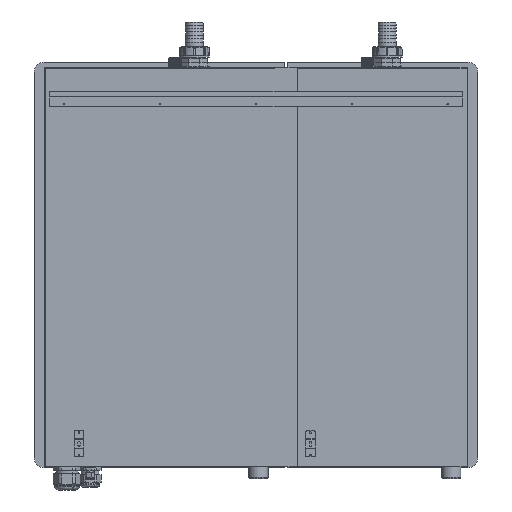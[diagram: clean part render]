
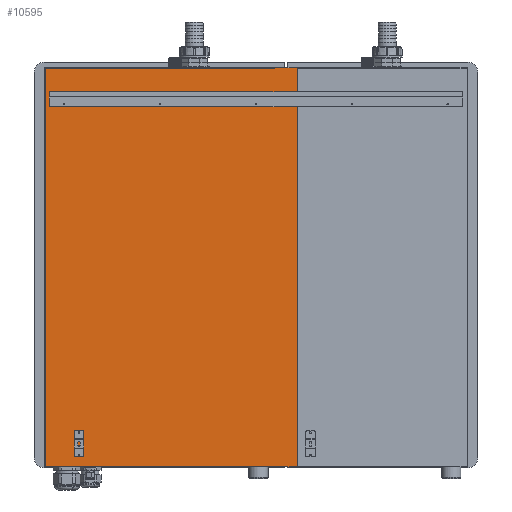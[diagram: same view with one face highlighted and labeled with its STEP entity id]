
A CAD part, left-side view. The second image highlights one B-rep face of the part: STEP entity #10595.
In plain terms, the highlighted planar face has unit normal (-1, 0, 0).
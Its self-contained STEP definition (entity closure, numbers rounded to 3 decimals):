
#307=DIRECTION('',(0.,0.,-1.));
#308=VECTOR('',#307,14.9);
#309=CARTESIAN_POINT('',(-181.5,250.5,-271.65));
#310=LINE('',#309,#308);
#311=DIRECTION('',(0.,-1.,0.));
#312=VECTOR('',#311,20.);
#313=CARTESIAN_POINT('',(-181.5,250.5,-286.55));
#314=LINE('',#313,#312);
#315=DIRECTION('',(0.,0.,-1.));
#316=VECTOR('',#315,14.9);
#317=CARTESIAN_POINT('',(-181.5,230.5,-271.65));
#318=LINE('',#317,#316);
#319=CARTESIAN_POINT('',(-181.5,232.5,-271.65));
#320=DIRECTION('',(-1.,0.,0.));
#321=DIRECTION('',(0.,-1.,0.));
#322=AXIS2_PLACEMENT_3D('',#319,#320,#321);
#324=DIRECTION('',(0.,-1.,0.));
#325=VECTOR('',#324,16.);
#326=CARTESIAN_POINT('',(-181.5,248.5,-269.65));
#327=LINE('',#326,#325);
#328=CARTESIAN_POINT('',(-181.5,248.5,-271.65));
#329=DIRECTION('',(-1.,0.,0.));
#330=DIRECTION('',(0.,0.,1.));
#331=AXIS2_PLACEMENT_3D('',#328,#329,#330);
#333=DIRECTION('',(0.,0.,-1.));
#334=VECTOR('',#333,14.9);
#335=CARTESIAN_POINT('',(-181.5,250.5,-306.75));
#336=LINE('',#335,#334);
#337=CARTESIAN_POINT('',(-181.5,248.5,-321.65));
#338=DIRECTION('',(-1.,0.,0.));
#339=DIRECTION('',(0.,1.,0.));
#340=AXIS2_PLACEMENT_3D('',#337,#338,#339);
#342=DIRECTION('',(0.,-1.,0.));
#343=VECTOR('',#342,16.);
#344=CARTESIAN_POINT('',(-181.5,248.5,-323.65));
#345=LINE('',#344,#343);
#346=CARTESIAN_POINT('',(-181.5,232.5,-321.65));
#347=DIRECTION('',(-1.,0.,0.));
#348=DIRECTION('',(0.,0.,-1.));
#349=AXIS2_PLACEMENT_3D('',#346,#347,#348);
#351=DIRECTION('',(0.,0.,-1.));
#352=VECTOR('',#351,14.9);
#353=CARTESIAN_POINT('',(-181.5,230.5,-306.75));
#354=LINE('',#353,#352);
#355=DIRECTION('',(0.,-1.,0.));
#356=VECTOR('',#355,20.);
#357=CARTESIAN_POINT('',(-181.5,250.5,-306.75));
#358=LINE('',#357,#356);
#379=DIRECTION('',(0.,1.,0.));
#380=VECTOR('',#379,47.);
#381=CARTESIAN_POINT('',(-181.5,-214.5,-343.9));
#382=LINE('',#381,#380);
#383=DIRECTION('',(0.,0.,-1.));
#384=VECTOR('',#383,0.2);
#385=CARTESIAN_POINT('',(-181.5,-167.5,-343.7));
#386=LINE('',#385,#384);
#387=DIRECTION('',(0.,1.,0.));
#388=VECTOR('',#387,478.9);
#389=CARTESIAN_POINT('',(-181.5,-167.5,-343.7));
#390=LINE('',#389,#388);
#391=DIRECTION('',(0.,0.,1.));
#392=VECTOR('',#391,830.5);
#393=CARTESIAN_POINT('',(-181.5,311.4,-343.7));
#394=LINE('',#393,#392);
#395=DIRECTION('',(0.,1.,0.));
#396=VECTOR('',#395,478.9);
#397=CARTESIAN_POINT('',(-181.5,-167.5,486.8));
#398=LINE('',#397,#396);
#399=DIRECTION('',(0.,0.,-1.));
#400=VECTOR('',#399,1.2);
#401=CARTESIAN_POINT('',(-181.5,-167.5,488.));
#402=LINE('',#401,#400);
#820=DIRECTION('',(0.,0.,-1.));
#821=VECTOR('',#820,831.9);
#822=CARTESIAN_POINT('',(-181.5,-214.5,488.));
#823=LINE('',#822,#821);
#824=DIRECTION('',(0.,-1.,0.));
#825=VECTOR('',#824,47.);
#826=CARTESIAN_POINT('',(-181.5,-167.5,488.));
#827=LINE('',#826,#825);
#8301=CARTESIAN_POINT('',(-181.5,311.4,-343.7));
#8302=CARTESIAN_POINT('',(-181.5,311.4,486.8));
#8303=VERTEX_POINT('',#8301);
#8304=VERTEX_POINT('',#8302);
#8484=CARTESIAN_POINT('',(-181.5,250.5,-271.65));
#8485=CARTESIAN_POINT('',(-181.5,250.5,-286.55));
#8486=VERTEX_POINT('',#8484);
#8487=VERTEX_POINT('',#8485);
#8488=CARTESIAN_POINT('',(-181.5,248.5,-269.65));
#8489=CARTESIAN_POINT('',(-181.5,232.5,-269.65));
#8490=VERTEX_POINT('',#8488);
#8491=VERTEX_POINT('',#8489);
#8492=CARTESIAN_POINT('',(-181.5,230.5,-271.65));
#8493=CARTESIAN_POINT('',(-181.5,230.5,-286.55));
#8494=VERTEX_POINT('',#8492);
#8495=VERTEX_POINT('',#8493);
#8496=CARTESIAN_POINT('',(-181.5,250.5,-306.75));
#8497=CARTESIAN_POINT('',(-181.5,250.5,-321.65));
#8498=VERTEX_POINT('',#8496);
#8499=VERTEX_POINT('',#8497);
#8500=CARTESIAN_POINT('',(-181.5,230.5,-306.75));
#8501=CARTESIAN_POINT('',(-181.5,230.5,-321.65));
#8502=VERTEX_POINT('',#8500);
#8503=VERTEX_POINT('',#8501);
#8504=CARTESIAN_POINT('',(-181.5,248.5,-323.65));
#8505=CARTESIAN_POINT('',(-181.5,232.5,-323.65));
#8506=VERTEX_POINT('',#8504);
#8507=VERTEX_POINT('',#8505);
#8892=CARTESIAN_POINT('',(-181.5,-167.5,488.));
#8893=CARTESIAN_POINT('',(-181.5,-214.5,488.));
#8894=VERTEX_POINT('',#8892);
#8895=VERTEX_POINT('',#8893);
#8908=CARTESIAN_POINT('',(-181.5,-167.5,486.8));
#8909=VERTEX_POINT('',#8908);
#8910=CARTESIAN_POINT('',(-181.5,-167.5,-343.7));
#8911=VERTEX_POINT('',#8910);
#8913=CARTESIAN_POINT('',(-181.5,-167.5,-343.9));
#8915=VERTEX_POINT('',#8913);
#8916=CARTESIAN_POINT('',(-181.5,-214.5,-343.9));
#8917=VERTEX_POINT('',#8916);
#10547=CARTESIAN_POINT('',(-181.5,312.6,488.));
#10548=DIRECTION('',(-1.,0.,0.));
#10549=DIRECTION('',(0.,0.,-1.));
#10550=AXIS2_PLACEMENT_3D('',#10547,#10548,#10549);
#10551=PLANE('',#10550);
#10553=ORIENTED_EDGE('',*,*,#10552,.T.);
#10554=ORIENTED_EDGE('',*,*,#10486,.F.);
#10556=ORIENTED_EDGE('',*,*,#10555,.T.);
#10558=ORIENTED_EDGE('',*,*,#10557,.T.);
#10559=ORIENTED_EDGE('',*,*,#10513,.F.);
#10560=ORIENTED_EDGE('',*,*,#10469,.F.);
#10562=ORIENTED_EDGE('',*,*,#10561,.T.);
#10564=ORIENTED_EDGE('',*,*,#10563,.T.);
#10565=EDGE_LOOP('',(#10553,#10554,#10556,#10558,#10559,#10560,#10562,#10564));
#10566=FACE_OUTER_BOUND('',#10565,.F.);
#10568=ORIENTED_EDGE('',*,*,#10567,.T.);
#10570=ORIENTED_EDGE('',*,*,#10569,.T.);
#10572=ORIENTED_EDGE('',*,*,#10571,.F.);
#10574=ORIENTED_EDGE('',*,*,#10573,.T.);
#10576=ORIENTED_EDGE('',*,*,#10575,.F.);
#10578=ORIENTED_EDGE('',*,*,#10577,.T.);
#10579=EDGE_LOOP('',(#10568,#10570,#10572,#10574,#10576,#10578));
#10580=FACE_BOUND('',#10579,.F.);
#10582=ORIENTED_EDGE('',*,*,#10581,.T.);
#10584=ORIENTED_EDGE('',*,*,#10583,.T.);
#10586=ORIENTED_EDGE('',*,*,#10585,.T.);
#10588=ORIENTED_EDGE('',*,*,#10587,.T.);
#10590=ORIENTED_EDGE('',*,*,#10589,.F.);
#10592=ORIENTED_EDGE('',*,*,#10591,.F.);
#10593=EDGE_LOOP('',(#10582,#10584,#10586,#10588,#10590,#10592));
#10594=FACE_BOUND('',#10593,.F.);
#323=CIRCLE('',#322,2.);
#332=CIRCLE('',#331,2.);
#341=CIRCLE('',#340,2.);
#350=CIRCLE('',#349,2.);
#10469=EDGE_CURVE('',#8894,#8909,#402,.T.);
#10486=EDGE_CURVE('',#8911,#8915,#386,.T.);
#10513=EDGE_CURVE('',#8909,#8304,#398,.T.);
#10552=EDGE_CURVE('',#8917,#8915,#382,.T.);
#10555=EDGE_CURVE('',#8911,#8303,#390,.T.);
#10557=EDGE_CURVE('',#8303,#8304,#394,.T.);
#10561=EDGE_CURVE('',#8894,#8895,#827,.T.);
#10563=EDGE_CURVE('',#8895,#8917,#823,.T.);
#10567=EDGE_CURVE('',#8486,#8487,#310,.T.);
#10569=EDGE_CURVE('',#8487,#8495,#314,.T.);
#10571=EDGE_CURVE('',#8494,#8495,#318,.T.);
#10573=EDGE_CURVE('',#8494,#8491,#323,.T.);
#10575=EDGE_CURVE('',#8490,#8491,#327,.T.);
#10577=EDGE_CURVE('',#8490,#8486,#332,.T.);
#10581=EDGE_CURVE('',#8498,#8499,#336,.T.);
#10583=EDGE_CURVE('',#8499,#8506,#341,.T.);
#10585=EDGE_CURVE('',#8506,#8507,#345,.T.);
#10587=EDGE_CURVE('',#8507,#8503,#350,.T.);
#10589=EDGE_CURVE('',#8502,#8503,#354,.T.);
#10591=EDGE_CURVE('',#8498,#8502,#358,.T.);
#10595=ADVANCED_FACE('',(#10566,#10580,#10594),#10551,.T.);
